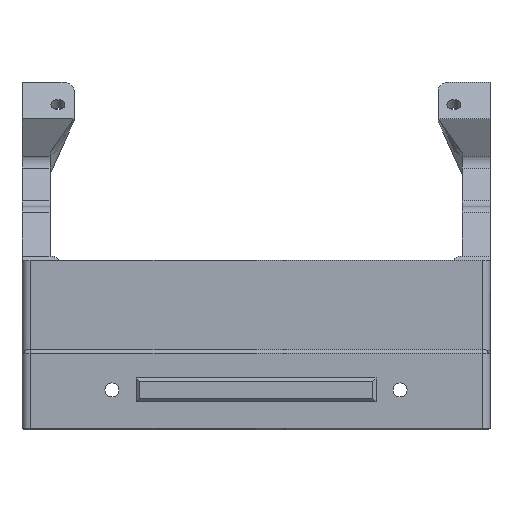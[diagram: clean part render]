
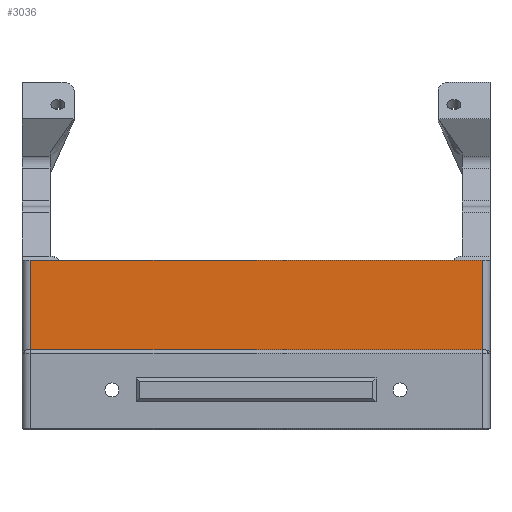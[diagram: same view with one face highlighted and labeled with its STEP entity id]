
A CAD part, front view. The second image highlights one B-rep face of the part: STEP entity #3036.
In plain terms, the highlighted planar face has unit normal (0, -1, 0).
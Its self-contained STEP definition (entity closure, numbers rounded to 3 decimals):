
#92=PLANE('',#3262);
#182=LINE('',#4421,#499);
#224=LINE('',#4563,#541);
#283=LINE('',#4740,#600);
#284=LINE('',#4742,#601);
#499=VECTOR('',#3507,10.);
#541=VECTOR('',#3607,10.);
#600=VECTOR('',#3748,10.);
#601=VECTOR('',#3751,10.);
#895=FACE_OUTER_BOUND('',#1070,.T.);
#1070=EDGE_LOOP('',(#2317,#2318,#2319,#2320));
#1348=VERTEX_POINT('',#4418);
#1349=VERTEX_POINT('',#4420);
#1409=VERTEX_POINT('',#4560);
#1410=VERTEX_POINT('',#4562);
#1651=EDGE_CURVE('',#1348,#1349,#182,.T.);
#1717=EDGE_CURVE('',#1409,#1410,#224,.T.);
#1803=EDGE_CURVE('',#1410,#1348,#283,.T.);
#1804=EDGE_CURVE('',#1349,#1409,#284,.T.);
#2317=ORIENTED_EDGE('',*,*,#1803,.F.);
#2318=ORIENTED_EDGE('',*,*,#1717,.F.);
#2319=ORIENTED_EDGE('',*,*,#1804,.F.);
#2320=ORIENTED_EDGE('',*,*,#1651,.F.);
#3036=ADVANCED_FACE('',(#895),#92,.F.);
#3262=AXIS2_PLACEMENT_3D('',#4741,#3749,#3750);
#3507=DIRECTION('',(-1.,0.,0.));
#3607=DIRECTION('',(1.,0.,0.));
#3748=DIRECTION('',(0.,0.,-1.));
#3749=DIRECTION('center_axis',(0.,1.,0.));
#3750=DIRECTION('ref_axis',(0.,0.,1.));
#3751=DIRECTION('',(0.,0.,1.));
#4418=CARTESIAN_POINT('',(115.,-65.,-2.4));
#4420=CARTESIAN_POINT('',(2.,-65.,-2.4));
#4421=CARTESIAN_POINT('',(0.,-65.,-2.4));
#4560=CARTESIAN_POINT('',(2.,-65.,20.));
#4562=CARTESIAN_POINT('',(115.,-65.,20.));
#4563=CARTESIAN_POINT('',(29.25,-65.,20.));
#4740=CARTESIAN_POINT('',(115.,-65.,9.4));
#4741=CARTESIAN_POINT('Origin',(58.5,-65.,8.8));
#4742=CARTESIAN_POINT('',(2.,-65.,9.4));
